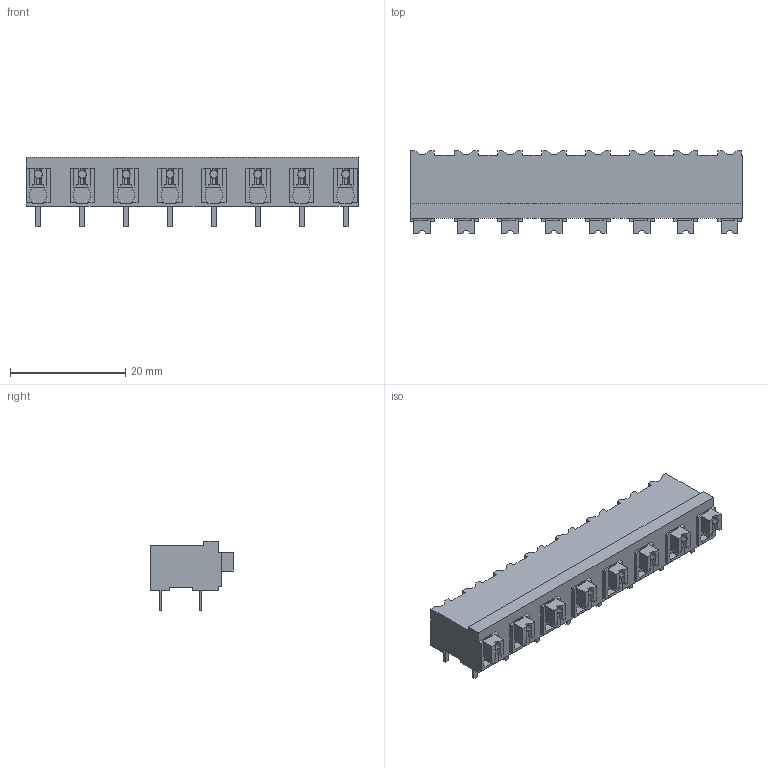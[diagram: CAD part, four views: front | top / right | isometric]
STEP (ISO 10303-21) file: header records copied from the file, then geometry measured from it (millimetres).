
FILE_DESCRIPTION(('CATIA V5 STEP Exchange','CAx-IF Rec.Pracs.--- Model Styling and Organization---1.2---2011-12-15'),'2;1');
FILE_NAME ('D1456822_0_1825010000_1825010000.stp','2018-03-15T11:25:10+00:00',('none'),('Weidmueller'),'CATIA Version 5-6 Release 2014','CATIA V5 STEP AP214','none');
FILE_SCHEMA(('AUTOMOTIVE_DESIGN { 1 0 10303 214 1 1 1 1 }'));
Length unit declared in the file: millimetre
Products named in the file (1): 1825010000
Bounding box: 57.56 x 14.3 x 12 mm (x, y, z)
Volume: 4852.3 mm3; surface area: 3824.6 mm2
Topology: 25 solids, 25 shells, 717 faces, 2040 edges, 1372 vertices
Faces by surface type: plane 653, cylinder 64
Entity records: 20982 total; most frequent: ORIENTED_EDGE 4080, CARTESIAN_POINT 3982, DIRECTION 2586, EDGE_CURVE 2040, VECTOR 1864, LINE 1864, VERTEX_POINT 1372, EDGE_LOOP 732
